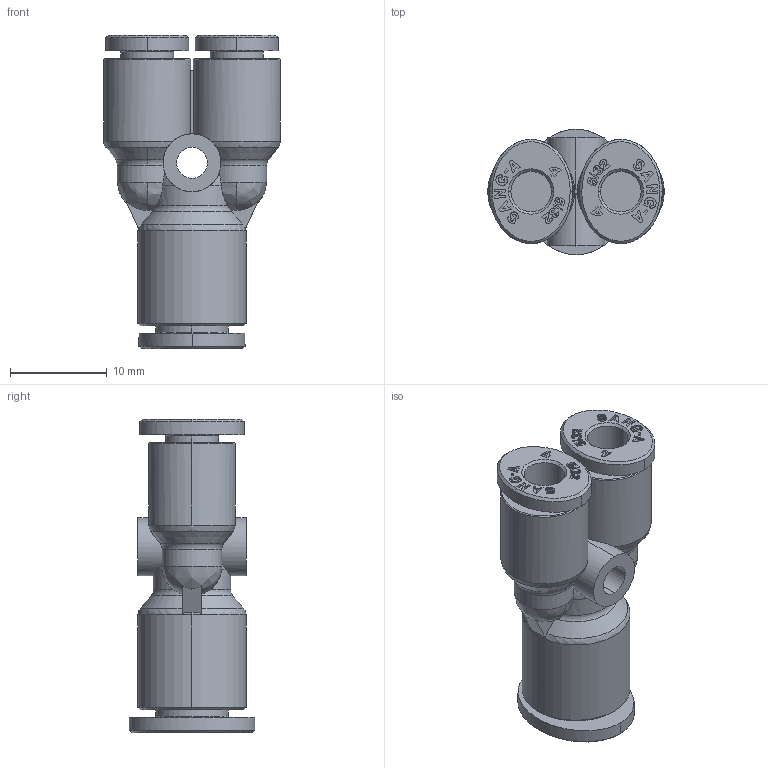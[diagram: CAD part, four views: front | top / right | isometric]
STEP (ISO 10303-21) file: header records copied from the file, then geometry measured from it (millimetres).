
FILE_DESCRIPTION (( 'STEP AP214' ), '1' );
FILE_NAME ('PW06-04.stp', '2015-08-20T08:59:09', ( '' ), ( '' ), 'SwSTEP 2.0', 'SolidWorks 2015', '' );
FILE_SCHEMA (( 'AUTOMOTIVE_DESIGN' ));
Length unit declared in the file: millimetre
Products named in the file (2): ｦ+ﾃｦ1; PW06-04
Assembly tree (1 placements, depth 2):
  PW06-04
    ｦ+ﾃｦ1
Bounding box: 18.3 x 13 x 32.45 mm (x, y, z)
Volume: 2550.2 mm3; surface area: 2853.9 mm2
Topology: 1 solids, 1 shells, 1033 faces, 2928 edges, 1944 vertices
Faces by surface type: plane 843, bspline 107, cylinder 53, cone 23, torus 7
Entity records: 36788 total; most frequent: CARTESIAN_POINT 10210, ORIENTED_EDGE 5856, DIRECTION 4642, EDGE_CURVE 2928, LINE 2466, VECTOR 2466, VERTEX_POINT 1944, AXIS2_PLACEMENT_3D 1088
